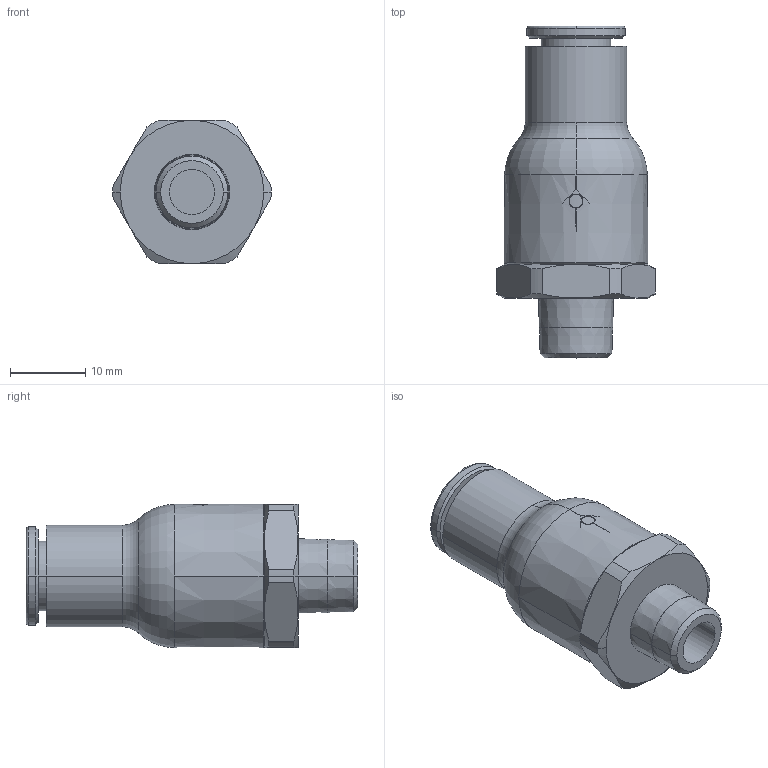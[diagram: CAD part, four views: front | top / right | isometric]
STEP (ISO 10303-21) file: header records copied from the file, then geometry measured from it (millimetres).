
FILE_DESCRIPTION(('STEP AP214'),'1');
FILE_NAME('7985_08_10.stp','2016-07-07T14:35:00',('TraceParts'),('TraceParts S.A.'),'Spatial InterOp 3D',' ',' ');
FILE_SCHEMA(('automotive_design'));
Length unit declared in the file: millimetre
Products named in the file (1): 1
Bounding box: 21 x 44 x 19 mm (x, y, z)
Volume: 8044.5 mm3; surface area: 3113.5 mm2
Topology: 1 solids, 1 shells, 78 faces, 186 edges, 120 vertices
Faces by surface type: plane 30, cylinder 23, cone 19, torus 6
Entity records: 2357 total; most frequent: CARTESIAN_POINT 487, DIRECTION 419, ORIENTED_EDGE 372, EDGE_CURVE 186, AXIS2_PLACEMENT_3D 171, VERTEX_POINT 120, EDGE_LOOP 88, CIRCLE 86
